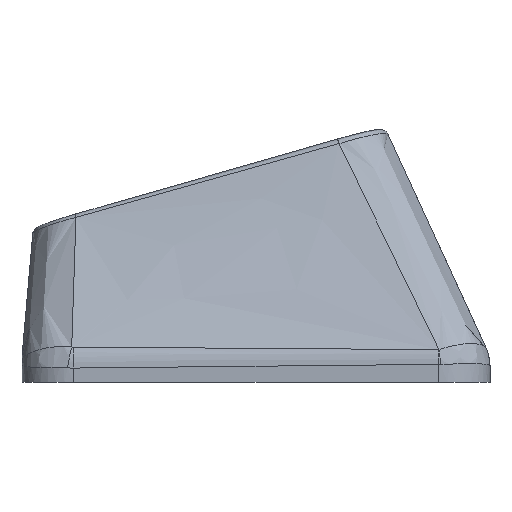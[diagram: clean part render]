
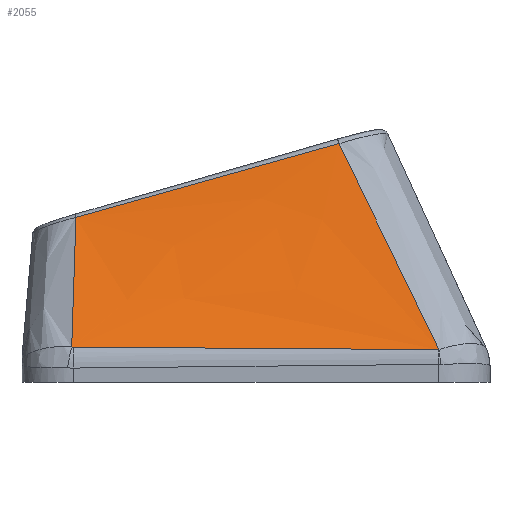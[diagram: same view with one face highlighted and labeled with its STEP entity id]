
A CAD part, left-side view. The second image highlights one B-rep face of the part: STEP entity #2055.
In plain terms, the highlighted free-form (B-spline) face has degree [3, 3] with [4, 4] control points.
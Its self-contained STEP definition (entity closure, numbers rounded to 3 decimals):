
#62=B_SPLINE_SURFACE_WITH_KNOTS('',3,3,((#4800,#4801,#4802,#4803),(#4804,
#4805,#4806,#4807),(#4808,#4809,#4810,#4811),(#4812,#4813,#4814,#4815)),
 .UNSPECIFIED.,.F.,.F.,.F.,(4,4),(4,4),(0.103,0.894),
(0.023,0.968),.UNSPECIFIED.);
#500=FACE_OUTER_BOUND('',#628,.T.);
#628=EDGE_LOOP('',(#1823,#1824,#1825,#1826,#1827,#1828));
#773=B_SPLINE_CURVE_WITH_KNOTS('',3,(#4315,#4316,#4317,#4318),
 .UNSPECIFIED.,.F.,.F.,(4,4),(0.,0.002),
 .UNSPECIFIED.);
#775=B_SPLINE_CURVE_WITH_KNOTS('',3,(#4342,#4343,#4344,#4345),
 .UNSPECIFIED.,.F.,.F.,(4,4),(0.,1.416),.UNSPECIFIED.);
#777=B_SPLINE_CURVE_WITH_KNOTS('',3,(#4369,#4370,#4371,#4372),
 .UNSPECIFIED.,.F.,.F.,(4,4),(0.,0.006),
 .UNSPECIFIED.);
#799=B_SPLINE_CURVE_WITH_KNOTS('',3,(#4791,#4792,#4793,#4794),
 .UNSPECIFIED.,.F.,.F.,(4,4),(-0.618,-0.018),
 .UNSPECIFIED.);
#801=B_SPLINE_CURVE_WITH_KNOTS('',3,(#4817,#4818,#4819,#4820),
 .UNSPECIFIED.,.F.,.F.,(4,4),(0.022,0.97),
 .UNSPECIFIED.);
#802=B_SPLINE_CURVE_WITH_KNOTS('',3,(#4821,#4822,#4823,#4824),
 .UNSPECIFIED.,.F.,.F.,(4,4),(-1.06,0.),.UNSPECIFIED.);
#961=VERTEX_POINT('',#4274);
#965=VERTEX_POINT('',#4308);
#967=VERTEX_POINT('',#4335);
#969=VERTEX_POINT('',#4362);
#996=VERTEX_POINT('',#4790);
#997=VERTEX_POINT('',#4816);
#1239=EDGE_CURVE('',#961,#965,#773,.T.);
#1242=EDGE_CURVE('',#965,#967,#775,.T.);
#1245=EDGE_CURVE('',#967,#969,#777,.T.);
#1286=EDGE_CURVE('',#969,#996,#799,.T.);
#1288=EDGE_CURVE('',#997,#961,#801,.T.);
#1289=EDGE_CURVE('',#996,#997,#802,.T.);
#1823=ORIENTED_EDGE('',*,*,#1245,.F.);
#1824=ORIENTED_EDGE('',*,*,#1242,.F.);
#1825=ORIENTED_EDGE('',*,*,#1239,.F.);
#1826=ORIENTED_EDGE('',*,*,#1288,.F.);
#1827=ORIENTED_EDGE('',*,*,#1289,.F.);
#1828=ORIENTED_EDGE('',*,*,#1286,.F.);
#2055=ADVANCED_FACE('',(#500),#62,.T.);
#4274=CARTESIAN_POINT('',(-18.491,-7.099,0.276));
#4308=CARTESIAN_POINT('',(-18.492,-7.077,0.274));
#4315=CARTESIAN_POINT('Ctrl Pts',(-18.491,-7.099,0.276));
#4316=CARTESIAN_POINT('Ctrl Pts',(-18.492,-7.092,0.275));
#4317=CARTESIAN_POINT('Ctrl Pts',(-18.492,-7.084,0.274));
#4318=CARTESIAN_POINT('Ctrl Pts',(-18.492,-7.077,0.274));
#4335=CARTESIAN_POINT('',(-18.366,7.092,0.371));
#4342=CARTESIAN_POINT('Ctrl Pts',(-18.492,-7.077,0.274));
#4343=CARTESIAN_POINT('Ctrl Pts',(-18.468,-2.355,0.3));
#4344=CARTESIAN_POINT('Ctrl Pts',(-18.436,2.367,0.332));
#4345=CARTESIAN_POINT('Ctrl Pts',(-18.366,7.092,0.371));
#4362=CARTESIAN_POINT('',(-18.361,7.151,0.377));
#4369=CARTESIAN_POINT('Ctrl Pts',(-18.366,7.092,0.371));
#4370=CARTESIAN_POINT('Ctrl Pts',(-18.365,7.112,0.372));
#4371=CARTESIAN_POINT('Ctrl Pts',(-18.364,7.132,0.374));
#4372=CARTESIAN_POINT('Ctrl Pts',(-18.361,7.151,0.377));
#4790=CARTESIAN_POINT('',(-15.146,6.987,5.401));
#4791=CARTESIAN_POINT('Ctrl Pts',(-18.361,7.151,0.377));
#4792=CARTESIAN_POINT('Ctrl Pts',(-17.281,7.078,2.048));
#4793=CARTESIAN_POINT('Ctrl Pts',(-16.21,7.02,3.723));
#4794=CARTESIAN_POINT('Ctrl Pts',(-15.146,6.987,5.401));
#4800=CARTESIAN_POINT('Ctrl Pts',(-15.13,-3.651,8.386));
#4801=CARTESIAN_POINT('Ctrl Pts',(-16.25,-4.801,5.682));
#4802=CARTESIAN_POINT('Ctrl Pts',(-17.371,-5.95,2.978));
#4803=CARTESIAN_POINT('Ctrl Pts',(-18.492,-7.099,0.275));
#4804=CARTESIAN_POINT('Ctrl Pts',(-15.13,-0.038,
7.381));
#4805=CARTESIAN_POINT('Ctrl Pts',(-16.25,-0.809,
5.001));
#4806=CARTESIAN_POINT('Ctrl Pts',(-17.371,-1.579,2.621));
#4807=CARTESIAN_POINT('Ctrl Pts',(-18.492,-2.35,0.242));
#4808=CARTESIAN_POINT('Ctrl Pts',(-15.13,3.575,6.376));
#4809=CARTESIAN_POINT('Ctrl Pts',(-16.25,3.183,4.32));
#4810=CARTESIAN_POINT('Ctrl Pts',(-17.371,2.792,2.264));
#4811=CARTESIAN_POINT('Ctrl Pts',(-18.492,2.4,0.209));
#4812=CARTESIAN_POINT('Ctrl Pts',(-15.13,7.188,5.371));
#4813=CARTESIAN_POINT('Ctrl Pts',(-16.25,7.175,3.639));
#4814=CARTESIAN_POINT('Ctrl Pts',(-17.371,7.163,1.907));
#4815=CARTESIAN_POINT('Ctrl Pts',(-18.492,7.15,0.176));
#4816=CARTESIAN_POINT('',(-15.13,-3.219,8.266));
#4817=CARTESIAN_POINT('Ctrl Pts',(-15.13,-3.219,8.266));
#4818=CARTESIAN_POINT('Ctrl Pts',(-16.267,-4.525,5.613));
#4819=CARTESIAN_POINT('Ctrl Pts',(-17.384,-5.816,2.947));
#4820=CARTESIAN_POINT('Ctrl Pts',(-18.491,-7.099,0.276));
#4821=CARTESIAN_POINT('Ctrl Pts',(-15.146,6.987,5.401));
#4822=CARTESIAN_POINT('Ctrl Pts',(-15.142,3.583,6.348));
#4823=CARTESIAN_POINT('Ctrl Pts',(-15.135,0.181,7.305));
#4824=CARTESIAN_POINT('Ctrl Pts',(-15.13,-3.219,8.266));
